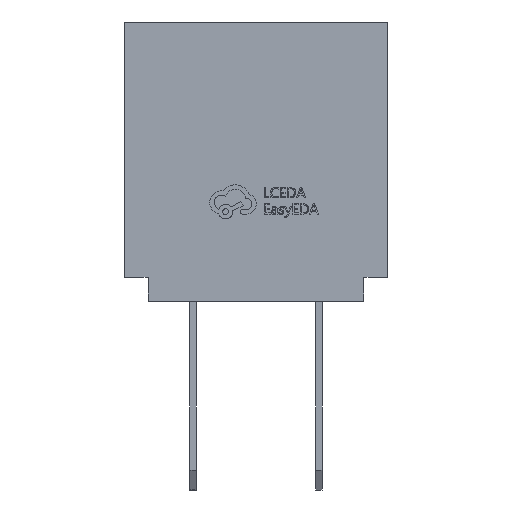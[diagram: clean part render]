
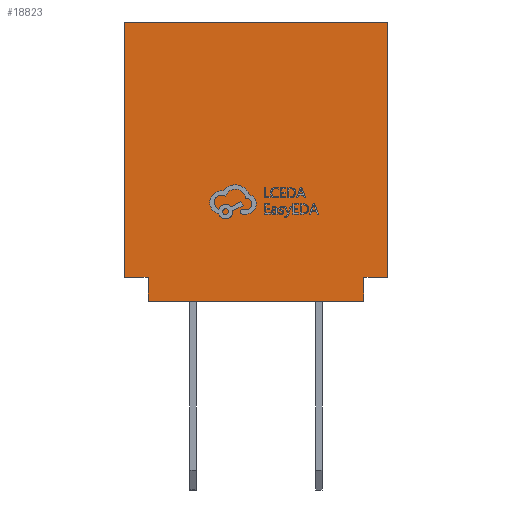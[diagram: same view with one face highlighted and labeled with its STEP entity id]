
A CAD part, left-side view. The second image highlights one B-rep face of the part: STEP entity #18823.
In plain terms, the highlighted planar face has unit normal (-1, 0, 0).
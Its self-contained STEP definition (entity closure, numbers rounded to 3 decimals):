
#23 = PLANE ( 'NONE',  #20250 ) ;
#25 = VERTEX_POINT ( 'NONE', #9390 ) ;
#800 = ORIENTED_EDGE ( 'NONE', *, *, #15617, .F. ) ;
#1228 = EDGE_CURVE ( 'NONE', #10874, #10383, #13874, .T. ) ;
#1455 = CARTESIAN_POINT ( 'NONE',  ( -8.095, 2.095, 0. ) ) ;
#3351 = DIRECTION ( 'NONE',  ( 0., 0., 1. ) ) ;
#3496 = EDGE_CURVE ( 'NONE', #18731, #20938, #11428, .T. ) ;
#3505 = VECTOR ( 'NONE', #20311, 1000. ) ;
#3711 = VERTEX_POINT ( 'NONE', #11282 ) ;
#5399 = EDGE_CURVE ( 'NONE', #6253, #25, #19209, .T. ) ;
#5966 = CARTESIAN_POINT ( 'NONE',  ( -8.095, 1.715, 0. ) ) ;
#6253 = VERTEX_POINT ( 'NONE', #19990 ) ;
#6569 = VECTOR ( 'NONE', #15050, 1000. ) ;
#7585 = LINE ( 'NONE', #17427, #20567 ) ;
#7645 = ORIENTED_EDGE ( 'NONE', *, *, #1228, .T. ) ;
#7727 = DIRECTION ( 'NONE',  ( 0., 0., -1. ) ) ;
#7908 = FACE_OUTER_BOUND ( 'NONE', #24962, .T. ) ;
#9390 = CARTESIAN_POINT ( 'NONE',  ( -8.095, -1.715, 0.38 ) ) ;
#9524 = VECTOR ( 'NONE', #7727, 1000. ) ;
#9940 = EDGE_CURVE ( 'NONE', #3711, #10383, #10618, .T. ) ;
#10303 = EDGE_CURVE ( 'NONE', #10874, #16181, #7585, .T. ) ;
#10383 = VERTEX_POINT ( 'NONE', #23700 ) ;
#10618 = LINE ( 'NONE', #21155, #21439 ) ;
#10874 = VERTEX_POINT ( 'NONE', #16162 ) ;
#11282 = CARTESIAN_POINT ( 'NONE',  ( -8.095, 1.715, 0.38 ) ) ;
#11308 = VECTOR ( 'NONE', #3351, 1000. ) ;
#11369 = CARTESIAN_POINT ( 'NONE',  ( -8.095, -1.715, 0. ) ) ;
#11428 = LINE ( 'NONE', #1455, #21757 ) ;
#11689 = ORIENTED_EDGE ( 'NONE', *, *, #21055, .F. ) ;
#13874 = LINE ( 'NONE', #25728, #9524 ) ;
#14029 = DIRECTION ( 'NONE',  ( 0., -1., 0. ) ) ;
#14340 = CARTESIAN_POINT ( 'NONE',  ( -8.095, -2.095, 4.44 ) ) ;
#14382 = CARTESIAN_POINT ( 'NONE',  ( -8.095, -1.715, 0. ) ) ;
#14387 = EDGE_CURVE ( 'NONE', #18731, #3711, #21372, .T. ) ;
#15050 = DIRECTION ( 'NONE',  ( 0., 0., -1. ) ) ;
#15525 = DIRECTION ( 'NONE',  ( 0., 0., -1. ) ) ;
#15617 = EDGE_CURVE ( 'NONE', #16181, #6253, #18089, .T. ) ;
#15837 = DIRECTION ( 'NONE',  ( 0., -1., 0. ) ) ;
#16162 = CARTESIAN_POINT ( 'NONE',  ( -8.095, 2.095, 4.44 ) ) ;
#16181 = VERTEX_POINT ( 'NONE', #19595 ) ;
#16536 = ORIENTED_EDGE ( 'NONE', *, *, #14387, .F. ) ;
#17427 = CARTESIAN_POINT ( 'NONE',  ( -8.095, 2.095, 4.44 ) ) ;
#18089 = LINE ( 'NONE', #14340, #3505 ) ;
#18101 = ORIENTED_EDGE ( 'NONE', *, *, #10303, .F. ) ;
#18731 = VERTEX_POINT ( 'NONE', #5966 ) ;
#18823 = ADVANCED_FACE ( 'NONE', ( #7908 ), #23, .F. ) ;
#19014 = LINE ( 'NONE', #11369, #6569 ) ;
#19051 = DIRECTION ( 'NONE',  ( 0., 1., 0. ) ) ;
#19209 = LINE ( 'NONE', #21314, #25127 ) ;
#19409 = ORIENTED_EDGE ( 'NONE', *, *, #9940, .F. ) ;
#19509 = ORIENTED_EDGE ( 'NONE', *, *, #3496, .T. ) ;
#19595 = CARTESIAN_POINT ( 'NONE',  ( -8.095, -2.095, 4.44 ) ) ;
#19990 = CARTESIAN_POINT ( 'NONE',  ( -8.095, -2.095, 0.38 ) ) ;
#20149 = DIRECTION ( 'NONE',  ( 1., 0., 0. ) ) ;
#20250 = AXIS2_PLACEMENT_3D ( 'NONE', #21841, #20149, #15525 ) ;
#20311 = DIRECTION ( 'NONE',  ( 0., 0., -1. ) ) ;
#20567 = VECTOR ( 'NONE', #15837, 1000. ) ;
#20803 = DIRECTION ( 'NONE',  ( 0., 1., 0. ) ) ;
#20938 = VERTEX_POINT ( 'NONE', #14382 ) ;
#20952 = ORIENTED_EDGE ( 'NONE', *, *, #5399, .F. ) ;
#21055 = EDGE_CURVE ( 'NONE', #25, #20938, #19014, .T. ) ;
#21155 = CARTESIAN_POINT ( 'NONE',  ( -8.095, 2.095, 0.38 ) ) ;
#21314 = CARTESIAN_POINT ( 'NONE',  ( -8.095, -2.095, 0.38 ) ) ;
#21372 = LINE ( 'NONE', #22910, #11308 ) ;
#21439 = VECTOR ( 'NONE', #19051, 1000. ) ;
#21757 = VECTOR ( 'NONE', #14029, 1000. ) ;
#21841 = CARTESIAN_POINT ( 'NONE',  ( -8.095, 2.095, 4.44 ) ) ;
#22910 = CARTESIAN_POINT ( 'NONE',  ( -8.095, 1.715, 0. ) ) ;
#23700 = CARTESIAN_POINT ( 'NONE',  ( -8.095, 2.095, 0.38 ) ) ;
#24962 = EDGE_LOOP ( 'NONE', ( #7645, #19409, #16536, #19509, #11689, #20952, #800, #18101 ) ) ;
#25127 = VECTOR ( 'NONE', #20803, 1000. ) ;
#25728 = CARTESIAN_POINT ( 'NONE',  ( -8.095, 2.095, 4.44 ) ) ;
